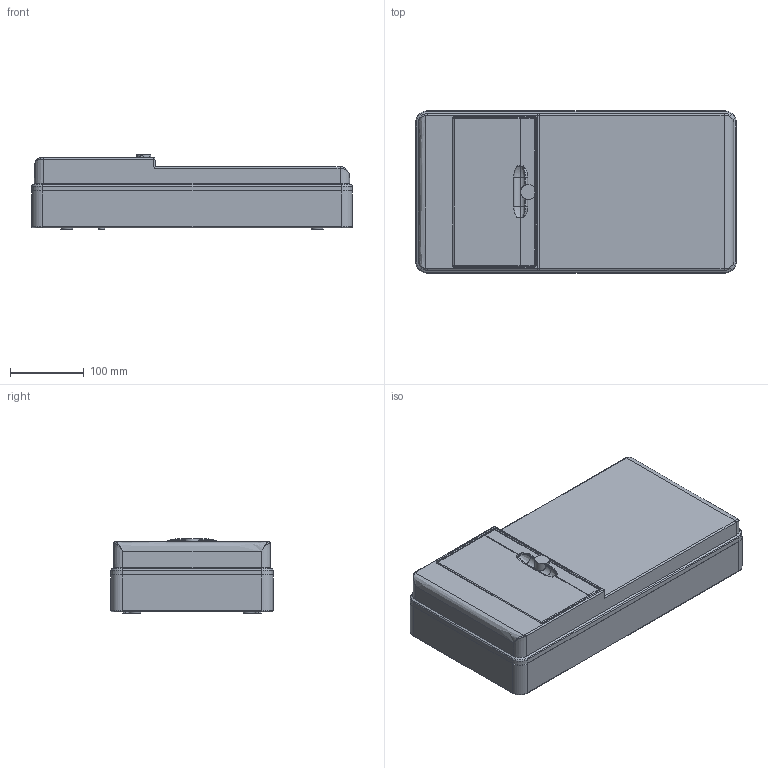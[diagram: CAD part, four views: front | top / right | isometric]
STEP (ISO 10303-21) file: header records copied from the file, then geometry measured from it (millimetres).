
FILE_DESCRIPTION((''),'2;1');
FILE_NAME('GW68002N_ASM','2021-03-23T13:08:25',('User'),('Axiro Italia'),'CREO PARAMETRIC BY PTC INC, 2020354','CREO PARAMETRIC BY PTC INC, 2020354','');
FILE_SCHEMA(('CONFIG_CONTROL_DESIGN'));
Length unit declared in the file: millimetre
Products named in the file (3): 5525059_FONDO_QDIN_10M; 55524037G_FRONTALE_QDIN_10M_VER; GW68002N_ASM
Assembly tree (2 placements, depth 2):
  GW68002N_ASM
    5525059_FONDO_QDIN_10M
    55524037G_FRONTALE_QDIN_10M_VER
Bounding box: 435 x 220 x 101.17 mm (x, y, z)
Volume: 1761031.6 mm3; surface area: 639829.7 mm2
Topology: 2 solids, 2 shells, 712 faces, 1926 edges, 1250 vertices
Faces by surface type: plane 387, cone 140, cylinder 101, bspline 54, torus 20, extrusion 6, sphere 4
Entity records: 37323 total; most frequent: CARTESIAN_POINT 19859, ORIENTED_EDGE 3840, DIRECTION 3286, EDGE_CURVE 1920, VERTEX_POINT 1250, VECTOR 1206, LINE 1200, AXIS2_PLACEMENT_3D 1040
